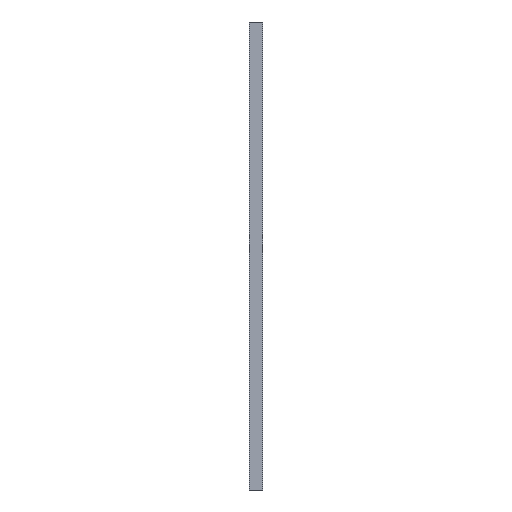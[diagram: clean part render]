
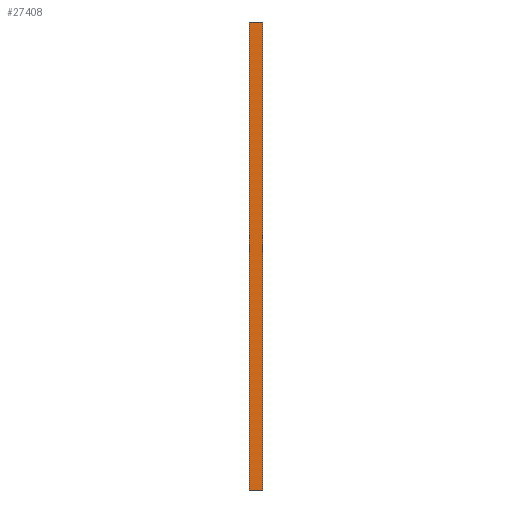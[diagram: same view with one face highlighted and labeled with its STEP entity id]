
A CAD part, front view. The second image highlights one B-rep face of the part: STEP entity #27408.
In plain terms, the highlighted planar face has unit normal (0.009, -1, 0).
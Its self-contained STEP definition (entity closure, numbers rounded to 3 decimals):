
#177=DIRECTION('',(1.,0.009,0.));
#178=VECTOR('',#177,72.022);
#179=CARTESIAN_POINT('',(0.,-55.02,-2500.));
#180=LINE('',#179,#178);
#181=DIRECTION('',(0.,0.,-1.));
#182=VECTOR('',#181,2500.);
#183=CARTESIAN_POINT('',(72.02,-54.391,0.));
#184=LINE('',#183,#182);
#185=DIRECTION('',(-1.,-0.009,0.));
#186=VECTOR('',#185,72.022);
#187=CARTESIAN_POINT('',(72.02,-54.391,0.));
#188=LINE('',#187,#186);
#229=DIRECTION('',(0.,0.,-1.));
#230=VECTOR('',#229,2500.);
#231=CARTESIAN_POINT('',(0.,-55.02,0.));
#232=LINE('',#231,#230);
#26511=CARTESIAN_POINT('',(72.02,-54.391,0.));
#26512=CARTESIAN_POINT('',(72.02,-54.391,-2500.));
#26513=VERTEX_POINT('',#26511);
#26514=VERTEX_POINT('',#26512);
#26515=CARTESIAN_POINT('',(0.,-55.02,0.));
#26516=CARTESIAN_POINT('',(0.,-55.02,-2500.));
#26517=VERTEX_POINT('',#26515);
#26518=VERTEX_POINT('',#26516);
#27395=CARTESIAN_POINT('',(2.27,-55.,0.));
#27396=DIRECTION('',(0.009,-1.,0.));
#27397=DIRECTION('',(1.,0.009,0.));
#27398=AXIS2_PLACEMENT_3D('',#27395,#27396,#27397);
#27399=PLANE('',#27398);
#27401=ORIENTED_EDGE('',*,*,#27400,.F.);
#27402=ORIENTED_EDGE('',*,*,#27387,.T.);
#27403=ORIENTED_EDGE('',*,*,#27376,.F.);
#27405=ORIENTED_EDGE('',*,*,#27404,.F.);
#27406=EDGE_LOOP('',(#27401,#27402,#27403,#27405));
#27407=FACE_OUTER_BOUND('',#27406,.F.);
#27408=ADVANCED_FACE('',(#27407),#27399,.T.);
#27376=EDGE_CURVE('',#26518,#26514,#180,.T.);
#27387=EDGE_CURVE('',#26513,#26514,#184,.T.);
#27400=EDGE_CURVE('',#26513,#26517,#188,.T.);
#27404=EDGE_CURVE('',#26517,#26518,#232,.T.);
